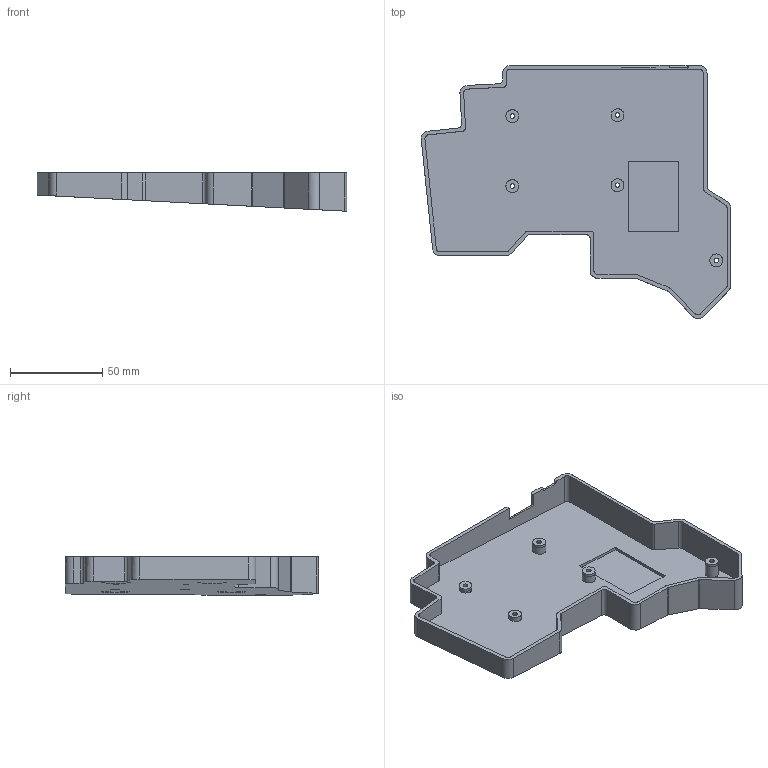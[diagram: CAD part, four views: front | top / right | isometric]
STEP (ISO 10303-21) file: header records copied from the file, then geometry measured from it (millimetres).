
FILE_DESCRIPTION(('FreeCAD Model'),'2;1');
FILE_NAME('Open CASCADE Shape Model','2025-05-10T13:17:41',(''),(''), 'Open CASCADE STEP processor 7.8','FreeCAD','Unknown');
FILE_SCHEMA(('AUTOMOTIVE_DESIGN { 1 0 10303 214 1 1 1 1 }'));
Length unit declared in the file: millimetre
Products named in the file (1): Bottom001
Bounding box: 167.91 x 137.25 x 20.89 mm (x, y, z)
Volume: 62804.3 mm3; surface area: 51030.2 mm2
Topology: 1 solids, 1 shells, 147 faces, 376 edges, 250 vertices
Faces by surface type: plane 74, cylinder 73
Full cylindrical faces by diameter (mm): 2.5 x5, 5 x5, 7 x9, 16 x4
Entity records: 5697 total; most frequent: CARTESIAN_POINT 1959, DIRECTION 803, ORIENTED_EDGE 752, EDGE_CURVE 376, AXIS2_PLACEMENT_3D 294, VERTEX_POINT 250, LINE 215, VECTOR 215
